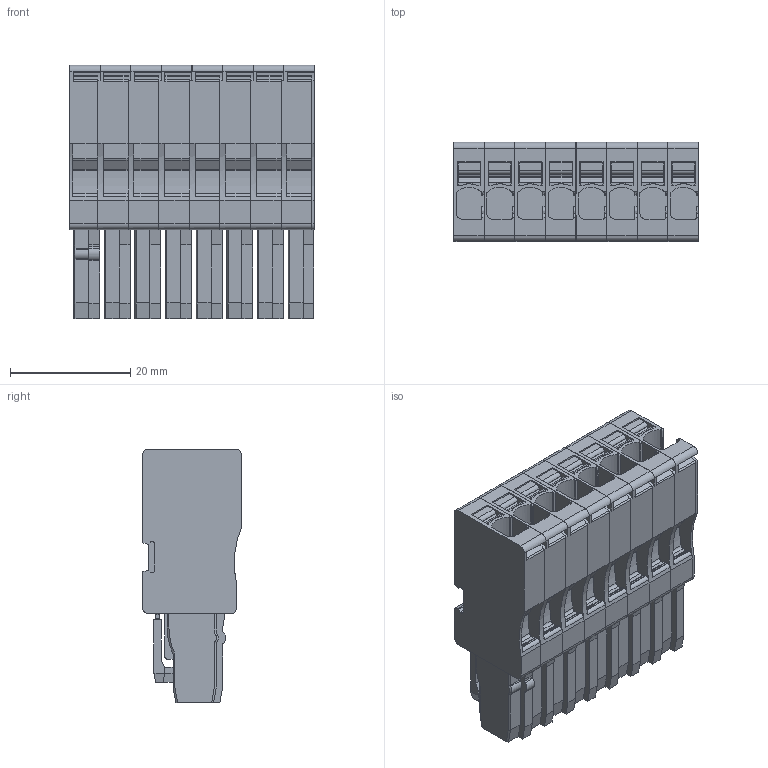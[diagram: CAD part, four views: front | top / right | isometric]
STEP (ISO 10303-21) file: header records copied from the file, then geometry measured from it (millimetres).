
FILE_DESCRIPTION(('CATIA V5 STEP Exchange','CAx-IF Rec.Pracs.--- Model Styling and Organization---1.4--- 2014-01-23'),'2;1');
FILE_NAME ('1177888-8_1', '2020-01-13T07:45:17+00:00', ('none'), ('Weidmueller'), 'CATIA Version 5-6 Release 2016 SP3 HF44', 'CATIA V5 STEP AP214', 'none');
FILE_SCHEMA(('AUTOMOTIVE_DESIGN { 1 0 10303 214 1 1 1 1 }'));
Products named in the file (1): 2712790000
Bounding box: 40.8 x 16.5 x 42.25 mm (x, y, z)
Volume: 18976.8 mm3; surface area: 17891.3 mm2
Topology: 17 solids, 17 shells, 2629 faces, 7409 edges, 4886 vertices
Faces by surface type: plane 1480, cylinder 978, extrusion 104, cone 39, torus 28
Entity records: 84704 total; most frequent: CARTESIAN_POINT 18280, ORIENTED_EDGE 14818, DIRECTION 11613, EDGE_CURVE 7409, VECTOR 5300, LINE 5196, VERTEX_POINT 4886, AXIS2_PLACEMENT_3D 4058
